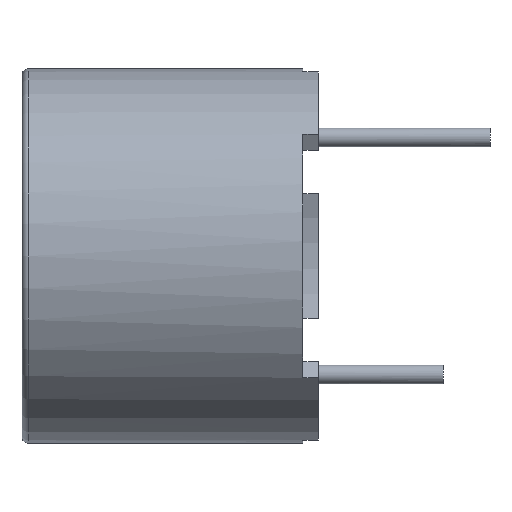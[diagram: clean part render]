
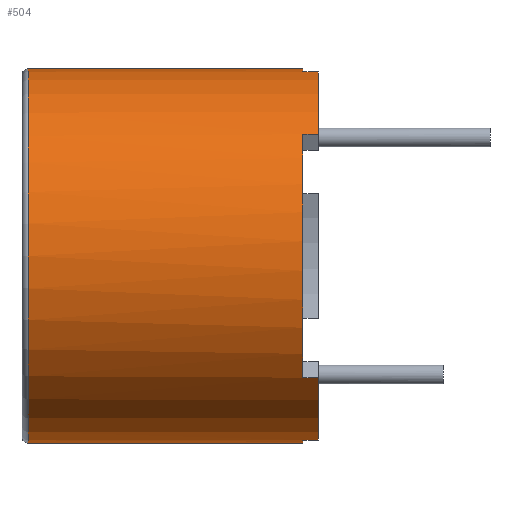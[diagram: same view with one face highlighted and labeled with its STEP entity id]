
A CAD part, left-side view. The second image highlights one B-rep face of the part: STEP entity #504.
In plain terms, the highlighted cylindrical face has radius 6 mm (diameter 12 mm), a partial arc.
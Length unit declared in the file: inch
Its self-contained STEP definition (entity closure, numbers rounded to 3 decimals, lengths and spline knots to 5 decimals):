
#25 = EDGE_LOOP ( 'NONE', ( #702, #444, #83, #710, #783, #315, #80, #489, #836, #1004, #987, #86 ) ) ;
#34 = CARTESIAN_POINT ( 'NONE',  ( -0.04316, -0.01969, 0.23224 ) ) ;
#57 = VECTOR ( 'NONE', #782, 39.37008 ) ;
#68 = VERTEX_POINT ( 'NONE', #560 ) ;
#75 = VERTEX_POINT ( 'NONE', #699 ) ;
#76 = VERTEX_POINT ( 'NONE', #182 ) ;
#80 = ORIENTED_EDGE ( 'NONE', *, *, #371, .T. ) ;
#83 = ORIENTED_EDGE ( 'NONE', *, *, #849, .T. ) ;
#86 = ORIENTED_EDGE ( 'NONE', *, *, #462, .F. ) ;
#87 = DIRECTION ( 'NONE',  ( 0., 1., 0. ) ) ;
#88 = DIRECTION ( 'NONE',  ( 0., 1., 0. ) ) ;
#92 = CIRCLE ( 'NONE', #364, 0.23622 ) ;
#98 = VERTEX_POINT ( 'NONE', #336 ) ;
#110 = CIRCLE ( 'NONE', #429, 0.23622 ) ;
#118 = CARTESIAN_POINT ( 'NONE',  ( 0., 0., 0. ) ) ;
#164 = CARTESIAN_POINT ( 'NONE',  ( -0.04316, -0.01969, -0.23224 ) ) ;
#165 = LINE ( 'NONE', #471, #57 ) ;
#172 = VERTEX_POINT ( 'NONE', #492 ) ;
#175 = CARTESIAN_POINT ( 'NONE',  ( 0., 0.34646, 0. ) ) ;
#182 = CARTESIAN_POINT ( 'NONE',  ( 0., 0.34646, 0.23622 ) ) ;
#225 = CARTESIAN_POINT ( 'NONE',  ( -0.04316, 0., -0.23224 ) ) ;
#232 = DIRECTION ( 'NONE',  ( 0., 0., 1. ) ) ;
#233 = VECTOR ( 'NONE', #886, 39.37008 ) ;
#241 = DIRECTION ( 'NONE',  ( 0., -1., 0. ) ) ;
#251 = AXIS2_PLACEMENT_3D ( 'NONE', #858, #465, #924 ) ;
#260 = CARTESIAN_POINT ( 'NONE',  ( -0.17955, 0., -0.1535 ) ) ;
#278 = LINE ( 'NONE', #722, #233 ) ;
#281 = CIRCLE ( 'NONE', #928, 0.23622 ) ;
#315 = ORIENTED_EDGE ( 'NONE', *, *, #494, .T. ) ;
#324 = VERTEX_POINT ( 'NONE', #164 ) ;
#331 = DIRECTION ( 'NONE',  ( 0., -1., 0. ) ) ;
#336 = CARTESIAN_POINT ( 'NONE',  ( -0.17955, -0.01969, -0.1535 ) ) ;
#345 = EDGE_CURVE ( 'NONE', #76, #75, #281, .T. ) ;
#363 = CIRCLE ( 'NONE', #863, 0.23622 ) ;
#364 = AXIS2_PLACEMENT_3D ( 'NONE', #459, #544, #790 ) ;
#371 = EDGE_CURVE ( 'NONE', #519, #789, #963, .T. ) ;
#384 = EDGE_CURVE ( 'NONE', #324, #98, #110, .T. ) ;
#409 = DIRECTION ( 'NONE',  ( 0., -1., 0. ) ) ;
#429 = AXIS2_PLACEMENT_3D ( 'NONE', #711, #88, #694 ) ;
#444 = ORIENTED_EDGE ( 'NONE', *, *, #985, .T. ) ;
#459 = CARTESIAN_POINT ( 'NONE',  ( 0., -0.01969, 0. ) ) ;
#460 = VECTOR ( 'NONE', #409, 39.37008 ) ;
#462 = EDGE_CURVE ( 'NONE', #76, #68, #278, .T. ) ;
#465 = DIRECTION ( 'NONE',  ( 0., 1., 0. ) ) ;
#471 = CARTESIAN_POINT ( 'NONE',  ( 0., 0., -0.23622 ) ) ;
#489 = ORIENTED_EDGE ( 'NONE', *, *, #952, .T. ) ;
#492 = CARTESIAN_POINT ( 'NONE',  ( 0., 0., -0.23622 ) ) ;
#494 = EDGE_CURVE ( 'NONE', #98, #519, #663, .T. ) ;
#498 = DIRECTION ( 'NONE',  ( 0., -1., 0. ) ) ;
#503 = DIRECTION ( 'NONE',  ( 0., 1., 0. ) ) ;
#504 = ADVANCED_FACE ( 'NONE', ( #651 ), #740, .T. ) ;
#519 = VERTEX_POINT ( 'NONE', #732 ) ;
#531 = EDGE_CURVE ( 'NONE', #771, #68, #363, .T. ) ;
#544 = DIRECTION ( 'NONE',  ( 0., 1., 0. ) ) ;
#558 = CARTESIAN_POINT ( 'NONE',  ( -0.17955, 0., 0.1535 ) ) ;
#560 = CARTESIAN_POINT ( 'NONE',  ( 0., 0., 0.23622 ) ) ;
#562 = VERTEX_POINT ( 'NONE', #34 ) ;
#566 = DIRECTION ( 'NONE',  ( 0., 1., 0. ) ) ;
#578 = DIRECTION ( 'NONE',  ( 0., 0., 1. ) ) ;
#580 = LINE ( 'NONE', #558, #460 ) ;
#590 = VERTEX_POINT ( 'NONE', #225 ) ;
#612 = LINE ( 'NONE', #631, #655 ) ;
#618 = DIRECTION ( 'NONE',  ( 0., 1., 0. ) ) ;
#622 = CARTESIAN_POINT ( 'NONE',  ( -0.04316, 0., 0.23224 ) ) ;
#631 = CARTESIAN_POINT ( 'NONE',  ( -0.04316, 0., -0.23224 ) ) ;
#651 = FACE_OUTER_BOUND ( 'NONE', #25, .T. ) ;
#654 = VECTOR ( 'NONE', #566, 39.37008 ) ;
#655 = VECTOR ( 'NONE', #331, 39.37008 ) ;
#663 = LINE ( 'NONE', #260, #654 ) ;
#680 = VERTEX_POINT ( 'NONE', #914 ) ;
#694 = DIRECTION ( 'NONE',  ( 0., 0., 1. ) ) ;
#699 = CARTESIAN_POINT ( 'NONE',  ( 0., 0.34646, -0.23622 ) ) ;
#702 = ORIENTED_EDGE ( 'NONE', *, *, #345, .T. ) ;
#710 = ORIENTED_EDGE ( 'NONE', *, *, #1005, .T. ) ;
#711 = CARTESIAN_POINT ( 'NONE',  ( 0., -0.01969, 0. ) ) ;
#721 = AXIS2_PLACEMENT_3D ( 'NONE', #959, #498, #578 ) ;
#722 = CARTESIAN_POINT ( 'NONE',  ( 0., 0., 0.23622 ) ) ;
#732 = CARTESIAN_POINT ( 'NONE',  ( -0.17955, 0., -0.1535 ) ) ;
#740 = CYLINDRICAL_SURFACE ( 'NONE', #721, 0.23622 ) ;
#771 = VERTEX_POINT ( 'NONE', #622 ) ;
#781 = CARTESIAN_POINT ( 'NONE',  ( -0.17955, 0., 0.1535 ) ) ;
#782 = DIRECTION ( 'NONE',  ( 0., -1., 0. ) ) ;
#783 = ORIENTED_EDGE ( 'NONE', *, *, #384, .T. ) ;
#789 = VERTEX_POINT ( 'NONE', #781 ) ;
#790 = DIRECTION ( 'NONE',  ( 0., 0., 1. ) ) ;
#791 = EDGE_CURVE ( 'NONE', #562, #771, #947, .T. ) ;
#820 = DIRECTION ( 'NONE',  ( 0., 0., 1. ) ) ;
#832 = EDGE_CURVE ( 'NONE', #680, #562, #92, .T. ) ;
#836 = ORIENTED_EDGE ( 'NONE', *, *, #832, .T. ) ;
#849 = EDGE_CURVE ( 'NONE', #172, #590, #913, .T. ) ;
#858 = CARTESIAN_POINT ( 'NONE',  ( 0., 0., 0. ) ) ;
#863 = AXIS2_PLACEMENT_3D ( 'NONE', #118, #503, #820 ) ;
#886 = DIRECTION ( 'NONE',  ( 0., -1., 0. ) ) ;
#910 = AXIS2_PLACEMENT_3D ( 'NONE', #942, #618, #934 ) ;
#913 = CIRCLE ( 'NONE', #251, 0.23622 ) ;
#914 = CARTESIAN_POINT ( 'NONE',  ( -0.17955, -0.01969, 0.1535 ) ) ;
#924 = DIRECTION ( 'NONE',  ( 0., 0., 1. ) ) ;
#928 = AXIS2_PLACEMENT_3D ( 'NONE', #175, #241, #232 ) ;
#934 = DIRECTION ( 'NONE',  ( 0., 0., 1. ) ) ;
#941 = CARTESIAN_POINT ( 'NONE',  ( -0.04316, 0., 0.23224 ) ) ;
#942 = CARTESIAN_POINT ( 'NONE',  ( 0., 0., 0. ) ) ;
#947 = LINE ( 'NONE', #941, #964 ) ;
#952 = EDGE_CURVE ( 'NONE', #789, #680, #580, .T. ) ;
#959 = CARTESIAN_POINT ( 'NONE',  ( 0., 0., 0. ) ) ;
#963 = CIRCLE ( 'NONE', #910, 0.23622 ) ;
#964 = VECTOR ( 'NONE', #87, 39.37008 ) ;
#985 = EDGE_CURVE ( 'NONE', #75, #172, #165, .T. ) ;
#987 = ORIENTED_EDGE ( 'NONE', *, *, #531, .T. ) ;
#1004 = ORIENTED_EDGE ( 'NONE', *, *, #791, .T. ) ;
#1005 = EDGE_CURVE ( 'NONE', #590, #324, #612, .T. ) ;
